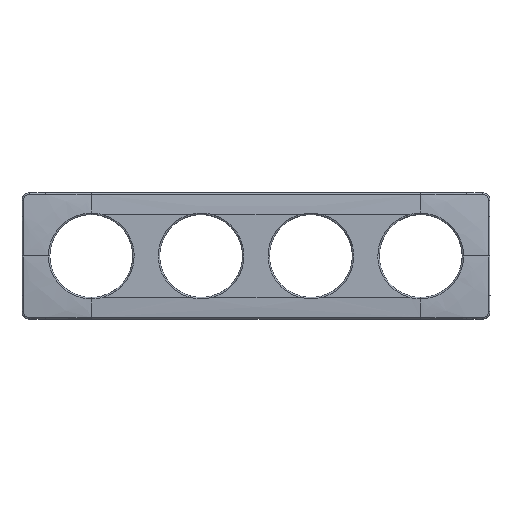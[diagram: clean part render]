
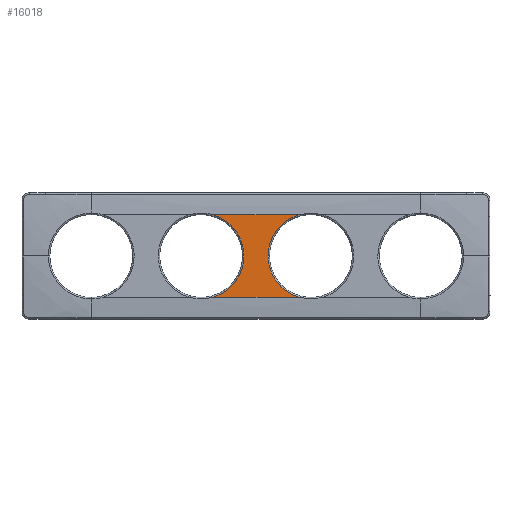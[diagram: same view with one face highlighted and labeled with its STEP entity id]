
A CAD part, top view. The second image highlights one B-rep face of the part: STEP entity #16018.
In plain terms, the highlighted planar face has unit normal (0, 0, -1).
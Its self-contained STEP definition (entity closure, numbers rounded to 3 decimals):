
#15961=AXIS2_PLACEMENT_3D('Plane Axis2P3D',#15958,#15959,#15960) ;
#13663=CARTESIAN_POINT('Vertex',(78.012,26.799,8.7)) ;
#13801=CARTESIAN_POINT('Vertex',(134.988,26.799,8.7)) ;
#14262=CARTESIAN_POINT('Control Point',(134.988,-26.799,8.7)) ;
#14263=CARTESIAN_POINT('Control Point',(131.464,-25.877,8.7)) ;
#14264=CARTESIAN_POINT('Control Point',(128.092,-24.376,8.7)) ;
#14265=CARTESIAN_POINT('Control Point',(124.999,-22.328,8.7)) ;
#14266=CARTESIAN_POINT('Control Point',(120.903,-18.509,8.7)) ;
#14267=CARTESIAN_POINT('Control Point',(117.897,-13.847,8.7)) ;
#14268=CARTESIAN_POINT('Control Point',(117.063,-12.251,8.7)) ;
#14269=CARTESIAN_POINT('Control Point',(116.013,-9.83,8.7)) ;
#14270=CARTESIAN_POINT('Control Point',(115.255,-7.293,8.7)) ;
#14271=CARTESIAN_POINT('Control Point',(115.034,-6.43,8.7)) ;
#14272=CARTESIAN_POINT('Control Point',(114.657,-4.665,8.7)) ;
#14273=CARTESIAN_POINT('Control Point',(114.421,-2.825,8.7)) ;
#14274=CARTESIAN_POINT('Control Point',(114.34,-1.884,8.7)) ;
#14275=CARTESIAN_POINT('Control Point',(114.3,-0.942,8.7)) ;
#14276=CARTESIAN_POINT('Control Point',(114.3,0.,8.7)) ;
#14277=CARTESIAN_POINT('Vertex',(134.988,-26.799,8.7)) ;
#14279=CARTESIAN_POINT('Vertex',(114.3,0.,8.7)) ;
#14283=CARTESIAN_POINT('Control Point',(114.3,0.,8.7)) ;
#14284=CARTESIAN_POINT('Control Point',(114.3,3.369,8.7)) ;
#14285=CARTESIAN_POINT('Control Point',(114.812,6.738,8.7)) ;
#14286=CARTESIAN_POINT('Control Point',(115.837,10.004,8.7)) ;
#14287=CARTESIAN_POINT('Control Point',(118.215,14.836,8.7)) ;
#14288=CARTESIAN_POINT('Control Point',(121.642,18.938,8.7)) ;
#14289=CARTESIAN_POINT('Control Point',(123.034,20.332,8.7)) ;
#14290=CARTESIAN_POINT('Control Point',(126.05,22.86,8.7)) ;
#14291=CARTESIAN_POINT('Control Point',(129.462,24.818,8.7)) ;
#14292=CARTESIAN_POINT('Control Point',(131.248,25.642,8.7)) ;
#14293=CARTESIAN_POINT('Control Point',(133.096,26.304,8.7)) ;
#14294=CARTESIAN_POINT('Control Point',(134.988,26.799,8.7)) ;
#14687=CARTESIAN_POINT('Vertex',(78.012,-26.799,8.7)) ;
#15790=CARTESIAN_POINT('Control Point',(78.012,26.799,8.7)) ;
#15791=CARTESIAN_POINT('Control Point',(81.536,25.877,8.7)) ;
#15792=CARTESIAN_POINT('Control Point',(84.908,24.376,8.7)) ;
#15793=CARTESIAN_POINT('Control Point',(88.001,22.328,8.7)) ;
#15794=CARTESIAN_POINT('Control Point',(92.097,18.509,8.7)) ;
#15795=CARTESIAN_POINT('Control Point',(95.103,13.847,8.7)) ;
#15796=CARTESIAN_POINT('Control Point',(95.937,12.251,8.7)) ;
#15797=CARTESIAN_POINT('Control Point',(96.987,9.83,8.7)) ;
#15798=CARTESIAN_POINT('Control Point',(97.745,7.293,8.7)) ;
#15799=CARTESIAN_POINT('Control Point',(97.966,6.43,8.7)) ;
#15800=CARTESIAN_POINT('Control Point',(98.343,4.665,8.7)) ;
#15801=CARTESIAN_POINT('Control Point',(98.579,2.825,8.7)) ;
#15802=CARTESIAN_POINT('Control Point',(98.66,1.884,8.7)) ;
#15803=CARTESIAN_POINT('Control Point',(98.7,0.942,8.7)) ;
#15804=CARTESIAN_POINT('Control Point',(98.7,0.,8.7)) ;
#15805=CARTESIAN_POINT('Vertex',(98.7,0.,8.7)) ;
#15809=CARTESIAN_POINT('Control Point',(98.7,0.,8.7)) ;
#15810=CARTESIAN_POINT('Control Point',(98.7,-3.369,8.7)) ;
#15811=CARTESIAN_POINT('Control Point',(98.188,-6.738,8.7)) ;
#15812=CARTESIAN_POINT('Control Point',(97.163,-10.004,8.7)) ;
#15813=CARTESIAN_POINT('Control Point',(94.785,-14.836,8.7)) ;
#15814=CARTESIAN_POINT('Control Point',(91.358,-18.938,8.7)) ;
#15815=CARTESIAN_POINT('Control Point',(89.966,-20.332,8.7)) ;
#15816=CARTESIAN_POINT('Control Point',(86.95,-22.86,8.7)) ;
#15817=CARTESIAN_POINT('Control Point',(83.537,-24.818,8.7)) ;
#15818=CARTESIAN_POINT('Control Point',(81.752,-25.642,8.7)) ;
#15819=CARTESIAN_POINT('Control Point',(79.904,-26.304,8.7)) ;
#15820=CARTESIAN_POINT('Control Point',(78.012,-26.799,8.7)) ;
#15958=CARTESIAN_POINT('Axis2P3D Location',(213.,26.8,8.7)) ;
#15983=CARTESIAN_POINT('Control Point',(134.988,26.799,8.7)) ;
#15984=CARTESIAN_POINT('Control Point',(134.944,26.799,8.7)) ;
#15985=CARTESIAN_POINT('Control Point',(134.899,26.799,8.7)) ;
#15986=CARTESIAN_POINT('Control Point',(134.855,26.799,8.7)) ;
#15987=CARTESIAN_POINT('Control Point',(123.504,26.799,8.7)) ;
#15988=CARTESIAN_POINT('Control Point',(112.153,26.799,8.7)) ;
#15989=CARTESIAN_POINT('Control Point',(100.847,26.799,8.7)) ;
#15990=CARTESIAN_POINT('Control Point',(89.496,26.799,8.7)) ;
#15991=CARTESIAN_POINT('Control Point',(78.146,26.799,8.7)) ;
#15992=CARTESIAN_POINT('Control Point',(78.101,26.799,8.7)) ;
#15993=CARTESIAN_POINT('Control Point',(78.057,26.799,8.7)) ;
#15994=CARTESIAN_POINT('Control Point',(78.012,26.799,8.7)) ;
#15997=CARTESIAN_POINT('Control Point',(134.988,-26.799,8.7)) ;
#15998=CARTESIAN_POINT('Control Point',(134.943,-26.799,8.7)) ;
#15999=CARTESIAN_POINT('Control Point',(134.899,-26.799,8.7)) ;
#16000=CARTESIAN_POINT('Control Point',(134.854,-26.799,8.7)) ;
#16001=CARTESIAN_POINT('Control Point',(123.504,-26.799,8.7)) ;
#16002=CARTESIAN_POINT('Control Point',(112.153,-26.799,8.7)) ;
#16003=CARTESIAN_POINT('Control Point',(100.847,-26.799,8.7)) ;
#16004=CARTESIAN_POINT('Control Point',(89.496,-26.799,8.7)) ;
#16005=CARTESIAN_POINT('Control Point',(78.145,-26.799,8.7)) ;
#16006=CARTESIAN_POINT('Control Point',(78.101,-26.799,8.7)) ;
#16007=CARTESIAN_POINT('Control Point',(78.056,-26.799,8.7)) ;
#16008=CARTESIAN_POINT('Control Point',(78.012,-26.799,8.7)) ;
#15959=DIRECTION('Axis2P3D Direction',(-0.,-0.,-1.)) ;
#15960=DIRECTION('Axis2P3D XDirection',(0.,-1.,0.)) ;
#16011=ORIENTED_EDGE('',*,*,#15995,.F.) ;
#16012=ORIENTED_EDGE('',*,*,#14295,.F.) ;
#16013=ORIENTED_EDGE('',*,*,#14281,.F.) ;
#16014=ORIENTED_EDGE('',*,*,#16009,.T.) ;
#16015=ORIENTED_EDGE('',*,*,#15821,.F.) ;
#16016=ORIENTED_EDGE('',*,*,#15807,.F.) ;
#16018=ADVANCED_FACE('Surface.1',(#16017),#15962,.T.) ;
#14261=B_SPLINE_CURVE_WITH_KNOTS('',5,(#14262,#14263,#14264,#14265,#14266,#14267,#14268,#14269,#14270,#14271,#14272,#14273,#14274,#14275,#14276),.UNSPECIFIED.,.F.,.U.,(6,3,3,3,6),(0.,25.754,39.079,45.741,52.403),.UNSPECIFIED.) ;
#14282=B_SPLINE_CURVE_WITH_KNOTS('',5,(#14283,#14284,#14285,#14286,#14287,#14288,#14289,#14290,#14291,#14292,#14293,#14294),.UNSPECIFIED.,.F.,.U.,(6,3,3,6),(0.,23.823,37.651,51.479),.UNSPECIFIED.) ;
#15789=B_SPLINE_CURVE_WITH_KNOTS('',5,(#15790,#15791,#15792,#15793,#15794,#15795,#15796,#15797,#15798,#15799,#15800,#15801,#15802,#15803,#15804),.UNSPECIFIED.,.F.,.U.,(6,3,3,3,6),(0.,25.754,39.079,45.741,52.403),.UNSPECIFIED.) ;
#15808=B_SPLINE_CURVE_WITH_KNOTS('',5,(#15809,#15810,#15811,#15812,#15813,#15814,#15815,#15816,#15817,#15818,#15819,#15820),.UNSPECIFIED.,.F.,.U.,(6,3,3,6),(0.,23.823,37.651,51.479),.UNSPECIFIED.) ;
#15982=B_SPLINE_CURVE_WITH_KNOTS('',5,(#15983,#15984,#15985,#15986,#15987,#15988,#15989,#15990,#15991,#15992,#15993,#15994),.UNSPECIFIED.,.F.,.U.,(6,3,3,6),(0.,0.315,80.262,80.576),.UNSPECIFIED.) ;
#15996=B_SPLINE_CURVE_WITH_KNOTS('',5,(#15997,#15998,#15999,#16000,#16001,#16002,#16003,#16004,#16005,#16006,#16007,#16008),.UNSPECIFIED.,.F.,.U.,(6,3,3,6),(0.,0.315,80.262,80.576),.UNSPECIFIED.) ;
#14281=EDGE_CURVE('',#14278,#14280,#14261,.T.) ;
#14295=EDGE_CURVE('',#14280,#13802,#14282,.T.) ;
#15807=EDGE_CURVE('',#13664,#15806,#15789,.T.) ;
#15821=EDGE_CURVE('',#15806,#14688,#15808,.T.) ;
#15995=EDGE_CURVE('',#13802,#13664,#15982,.T.) ;
#16009=EDGE_CURVE('',#14278,#14688,#15996,.T.) ;
#16010=EDGE_LOOP('',(#16011,#16012,#16013,#16014,#16015,#16016)) ;
#16017=FACE_OUTER_BOUND('',#16010,.T.) ;
#15962=PLANE('',#15961) ;
#13664=VERTEX_POINT('',#13663) ;
#13802=VERTEX_POINT('',#13801) ;
#14278=VERTEX_POINT('',#14277) ;
#14280=VERTEX_POINT('',#14279) ;
#14688=VERTEX_POINT('',#14687) ;
#15806=VERTEX_POINT('',#15805) ;
